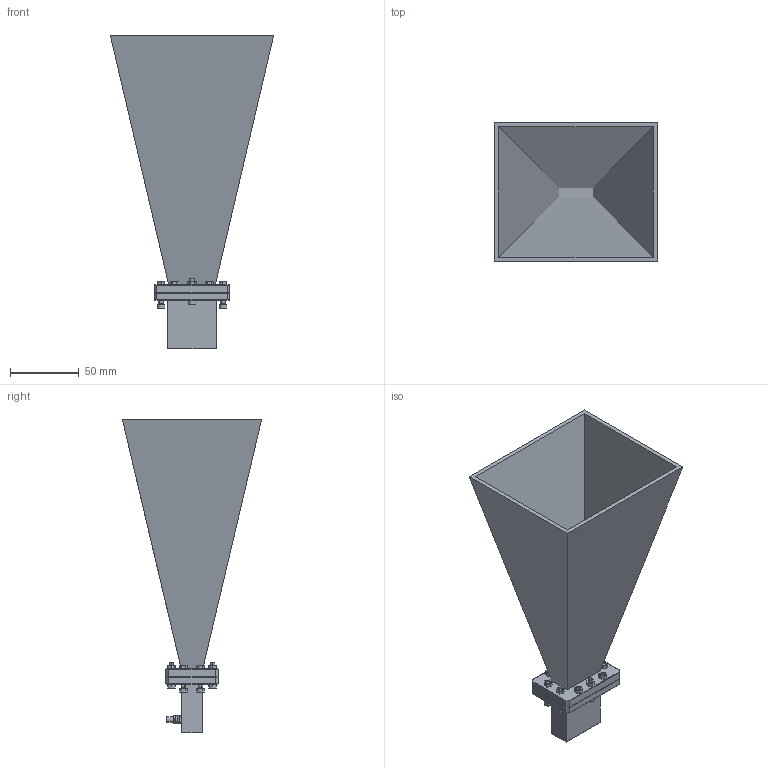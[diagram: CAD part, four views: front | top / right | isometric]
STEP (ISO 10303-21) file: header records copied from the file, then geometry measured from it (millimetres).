
FILE_DESCRIPTION (( 'STEP AP214' ), '1' );
FILE_NAME ('FMWAN1162_3D.step', '2023-07-25T17:00:35', ( '' ), ( '' ), 'SwSTEP 2.0', 'SolidWorks 2022', '' );
FILE_SCHEMA (( 'AUTOMOTIVE_DESIGN' ));
Length unit declared in the file: inch
Products named in the file (9): FMWAN1162_3D; Copy of 1162 3D drawing6^FMWAN1162; 1162 3D drawing7^1162 3D drawing(2)_FMWAN1162; Copy (2) of GB__T70__1-2000________________M3__16^FMWAN1162; 1162 3D drawing(2)^FMWAN1162; hardware1^1162 3D drawing(2)_FMWAN1162; Copy of GB__T70__1-2000________________M3__16^FMWAN1162; 1162 3D drawing6^1162 3D drawing(2)_FMWAN1162; 1162 3D drawing2^1162 3D drawing(2)_FMWAN1162
Assembly tree (28 placements, depth 3):
  FMWAN1162_3D
    1162 3D drawing(2)^FMWAN1162
      1162 3D drawing2^1162 3D drawing(2)_FMWAN1162
      1162 3D drawing6^1162 3D drawing(2)_FMWAN1162
      1162 3D drawing7^1162 3D drawing(2)_FMWAN1162
      hardware1^1162 3D drawing(2)_FMWAN1162  x10
    Copy of 1162 3D drawing6^FMWAN1162  x8
    Copy of GB__T70__1-2000________________M3__16^FMWAN1162  x2
    Copy (2) of GB__T70__1-2000________________M3__16^FMWAN1162  x4
Bounding box: 118.66 x 101.16 x 228 mm (x, y, z)
Volume: 184758.3 mm3; surface area: 111504.7 mm2
Topology: 27 solids, 32 shells, 1005 faces, 2384 edges, 1472 vertices
Faces by surface type: plane 429, cone 312, cylinder 234, torus 28, sphere 2
Entity records: 14914 total; most frequent: CARTESIAN_POINT 2646, DIRECTION 2630, ORIENTED_EDGE 2316, EDGE_CURVE 1158, AXIS2_PLACEMENT_3D 1002, VERTEX_POINT 698, VECTOR 626, LINE 626
